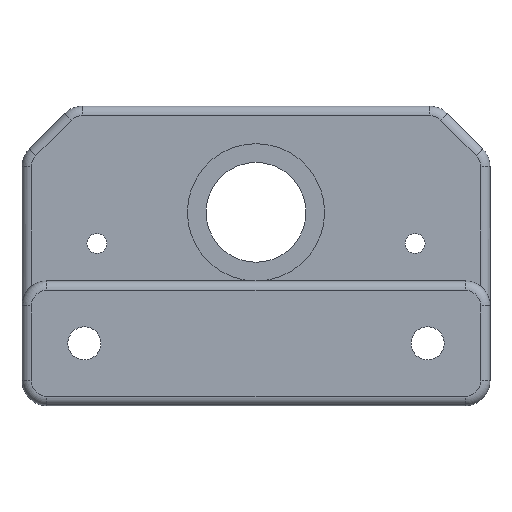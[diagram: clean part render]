
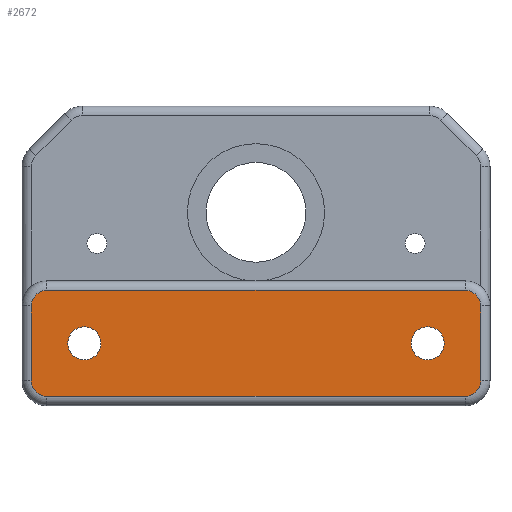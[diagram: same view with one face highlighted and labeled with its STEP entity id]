
A CAD part, front view. The second image highlights one B-rep face of the part: STEP entity #2672.
In plain terms, the highlighted planar face has unit normal (0, -1, 0).
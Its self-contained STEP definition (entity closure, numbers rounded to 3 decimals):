
#24 = CIRCLE ( 'NONE', #2839, 2.65 ) ;
#88 = CIRCLE ( 'NONE', #968, 2.65 ) ;
#93 = FACE_OUTER_BOUND ( 'NONE', #2475, .T. ) ;
#124 = DIRECTION ( 'NONE',  ( 0., 1., 0. ) ) ;
#158 = EDGE_CURVE ( 'NONE', #3145, #2670, #1813, .T. ) ;
#218 = CARTESIAN_POINT ( 'NONE',  ( 33.5, 0., -12.5 ) ) ;
#262 = DIRECTION ( 'NONE',  ( 0., 0., 1. ) ) ;
#266 = ORIENTED_EDGE ( 'NONE', *, *, #3055, .T. ) ;
#352 = CARTESIAN_POINT ( 'NONE',  ( 27.5, 0., -21. ) ) ;
#378 = ORIENTED_EDGE ( 'NONE', *, *, #158, .T. ) ;
#415 = VERTEX_POINT ( 'NONE', #1238 ) ;
#454 = CARTESIAN_POINT ( 'NONE',  ( 33.5, 0., -15. ) ) ;
#463 = CIRCLE ( 'NONE', #1716, 2.5 ) ;
#481 = CARTESIAN_POINT ( 'NONE',  ( -27.5, 0., -23.65 ) ) ;
#516 = ORIENTED_EDGE ( 'NONE', *, *, #1257, .T. ) ;
#528 = CIRCLE ( 'NONE', #1662, 2.65 ) ;
#600 = DIRECTION ( 'NONE',  ( 0., 0., 1. ) ) ;
#658 = DIRECTION ( 'NONE',  ( 0., 0., 1. ) ) ;
#703 = DIRECTION ( 'NONE',  ( 0., -1., 0. ) ) ;
#735 = EDGE_CURVE ( 'NONE', #3214, #819, #1810, .T. ) ;
#819 = VERTEX_POINT ( 'NONE', #900 ) ;
#847 = DIRECTION ( 'NONE',  ( 0., 1., 0. ) ) ;
#868 = VERTEX_POINT ( 'NONE', #1427 ) ;
#900 = CARTESIAN_POINT ( 'NONE',  ( -33.5, 0., -29.5 ) ) ;
#929 = CARTESIAN_POINT ( 'NONE',  ( 0., 0., 0. ) ) ;
#933 = ORIENTED_EDGE ( 'NONE', *, *, #3343, .T. ) ;
#965 = AXIS2_PLACEMENT_3D ( 'NONE', #929, #1163, #3213 ) ;
#968 = AXIS2_PLACEMENT_3D ( 'NONE', #2099, #847, #262 ) ;
#986 = CARTESIAN_POINT ( 'NONE',  ( 33.5, 0., -29.5 ) ) ;
#1013 = ORIENTED_EDGE ( 'NONE', *, *, #1182, .T. ) ;
#1037 = EDGE_LOOP ( 'NONE', ( #1721, #2457 ) ) ;
#1043 = DIRECTION ( 'NONE',  ( 0., -1., 0. ) ) ;
#1152 = DIRECTION ( 'NONE',  ( 0., 0., 1. ) ) ;
#1163 = DIRECTION ( 'NONE',  ( 0., 1., 0. ) ) ;
#1182 = EDGE_CURVE ( 'NONE', #2670, #3145, #24, .T. ) ;
#1238 = CARTESIAN_POINT ( 'NONE',  ( 27.5, 0., -18.35 ) ) ;
#1248 = VERTEX_POINT ( 'NONE', #1747 ) ;
#1257 = EDGE_CURVE ( 'NONE', #1248, #2990, #463, .T. ) ;
#1309 = DIRECTION ( 'NONE',  ( 0., 0., 1. ) ) ;
#1363 = ORIENTED_EDGE ( 'NONE', *, *, #3293, .T. ) ;
#1427 = CARTESIAN_POINT ( 'NONE',  ( 36., 0., -27. ) ) ;
#1437 = FACE_BOUND ( 'NONE', #1037, .T. ) ;
#1442 = LINE ( 'NONE', #2234, #2758 ) ;
#1453 = PLANE ( 'NONE',  #965 ) ;
#1458 = VERTEX_POINT ( 'NONE', #986 ) ;
#1490 = DIRECTION ( 'NONE',  ( 0., 0., 1. ) ) ;
#1492 = ORIENTED_EDGE ( 'NONE', *, *, #2053, .T. ) ;
#1545 = EDGE_LOOP ( 'NONE', ( #1013, #378 ) ) ;
#1603 = AXIS2_PLACEMENT_3D ( 'NONE', #454, #703, #1490 ) ;
#1662 = AXIS2_PLACEMENT_3D ( 'NONE', #352, #2965, #1679 ) ;
#1670 = VECTOR ( 'NONE', #2471, 1000. ) ;
#1679 = DIRECTION ( 'NONE',  ( 0., 0., 1. ) ) ;
#1716 = AXIS2_PLACEMENT_3D ( 'NONE', #3187, #2816, #2054 ) ;
#1721 = ORIENTED_EDGE ( 'NONE', *, *, #2914, .T. ) ;
#1747 = CARTESIAN_POINT ( 'NONE',  ( -33.5, 0., -12.5 ) ) ;
#1765 = CARTESIAN_POINT ( 'NONE',  ( 27.5, 0., -23.65 ) ) ;
#1786 = ORIENTED_EDGE ( 'NONE', *, *, #1854, .T. ) ;
#1797 = CARTESIAN_POINT ( 'NONE',  ( 33.5, 0., -29.5 ) ) ;
#1810 = CIRCLE ( 'NONE', #2251, 2.5 ) ;
#1813 = CIRCLE ( 'NONE', #2684, 2.65 ) ;
#1854 = EDGE_CURVE ( 'NONE', #2183, #2046, #3061, .T. ) ;
#1892 = AXIS2_PLACEMENT_3D ( 'NONE', #2764, #2248, #658 ) ;
#1908 = VERTEX_POINT ( 'NONE', #1765 ) ;
#1997 = EDGE_CURVE ( 'NONE', #1908, #415, #528, .T. ) ;
#2042 = LINE ( 'NONE', #1797, #2536 ) ;
#2046 = VERTEX_POINT ( 'NONE', #218 ) ;
#2053 = EDGE_CURVE ( 'NONE', #868, #2183, #2817, .T. ) ;
#2054 = DIRECTION ( 'NONE',  ( 0., 0., 1. ) ) ;
#2073 = VECTOR ( 'NONE', #2836, 1000. ) ;
#2099 = CARTESIAN_POINT ( 'NONE',  ( 27.5, 0., -21. ) ) ;
#2148 = CARTESIAN_POINT ( 'NONE',  ( -27.5, 0., -21. ) ) ;
#2183 = VERTEX_POINT ( 'NONE', #2662 ) ;
#2234 = CARTESIAN_POINT ( 'NONE',  ( -36., 0., -27. ) ) ;
#2248 = DIRECTION ( 'NONE',  ( 0., -1., 0. ) ) ;
#2251 = AXIS2_PLACEMENT_3D ( 'NONE', #2592, #1043, #1309 ) ;
#2333 = ORIENTED_EDGE ( 'NONE', *, *, #2558, .T. ) ;
#2457 = ORIENTED_EDGE ( 'NONE', *, *, #1997, .T. ) ;
#2471 = DIRECTION ( 'NONE',  ( -1., 0., 0. ) ) ;
#2475 = EDGE_LOOP ( 'NONE', ( #266, #516, #933, #2616, #2333, #1363, #1492, #1786 ) ) ;
#2507 = LINE ( 'NONE', #3299, #1670 ) ;
#2536 = VECTOR ( 'NONE', #2821, 1000. ) ;
#2558 = EDGE_CURVE ( 'NONE', #819, #1458, #2042, .T. ) ;
#2592 = CARTESIAN_POINT ( 'NONE',  ( -33.5, 0., -27. ) ) ;
#2616 = ORIENTED_EDGE ( 'NONE', *, *, #735, .T. ) ;
#2662 = CARTESIAN_POINT ( 'NONE',  ( 36., 0., -15. ) ) ;
#2670 = VERTEX_POINT ( 'NONE', #2704 ) ;
#2672 = ADVANCED_FACE ( 'NONE', ( #93, #2966, #1437 ), #1453, .F. ) ;
#2680 = CARTESIAN_POINT ( 'NONE',  ( -27.5, 0., -21. ) ) ;
#2684 = AXIS2_PLACEMENT_3D ( 'NONE', #2148, #2899, #1152 ) ;
#2704 = CARTESIAN_POINT ( 'NONE',  ( -27.5, 0., -18.35 ) ) ;
#2712 = CARTESIAN_POINT ( 'NONE',  ( -36., 0., -15. ) ) ;
#2752 = DIRECTION ( 'NONE',  ( 0., 0., -1. ) ) ;
#2758 = VECTOR ( 'NONE', #2752, 1000. ) ;
#2764 = CARTESIAN_POINT ( 'NONE',  ( 33.5, 0., -27. ) ) ;
#2816 = DIRECTION ( 'NONE',  ( 0., -1., 0. ) ) ;
#2817 = LINE ( 'NONE', #2870, #2073 ) ;
#2821 = DIRECTION ( 'NONE',  ( 1., 0., 0. ) ) ;
#2836 = DIRECTION ( 'NONE',  ( 0., 0., 1. ) ) ;
#2839 = AXIS2_PLACEMENT_3D ( 'NONE', #2680, #124, #600 ) ;
#2870 = CARTESIAN_POINT ( 'NONE',  ( 36., 0., 0. ) ) ;
#2899 = DIRECTION ( 'NONE',  ( 0., 1., 0. ) ) ;
#2914 = EDGE_CURVE ( 'NONE', #415, #1908, #88, .T. ) ;
#2951 = CARTESIAN_POINT ( 'NONE',  ( -36., 0., -27. ) ) ;
#2965 = DIRECTION ( 'NONE',  ( 0., 1., 0. ) ) ;
#2966 = FACE_BOUND ( 'NONE', #1545, .T. ) ;
#2990 = VERTEX_POINT ( 'NONE', #2712 ) ;
#3055 = EDGE_CURVE ( 'NONE', #2046, #1248, #2507, .T. ) ;
#3061 = CIRCLE ( 'NONE', #1603, 2.5 ) ;
#3074 = CIRCLE ( 'NONE', #1892, 2.5 ) ;
#3145 = VERTEX_POINT ( 'NONE', #481 ) ;
#3187 = CARTESIAN_POINT ( 'NONE',  ( -33.5, 0., -15. ) ) ;
#3213 = DIRECTION ( 'NONE',  ( 0., 0., 1. ) ) ;
#3214 = VERTEX_POINT ( 'NONE', #2951 ) ;
#3293 = EDGE_CURVE ( 'NONE', #1458, #868, #3074, .T. ) ;
#3299 = CARTESIAN_POINT ( 'NONE',  ( 0., 0., -12.5 ) ) ;
#3343 = EDGE_CURVE ( 'NONE', #2990, #3214, #1442, .T. ) ;
